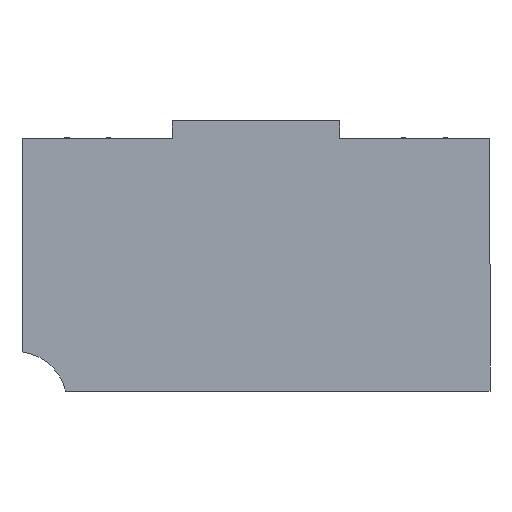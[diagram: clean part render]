
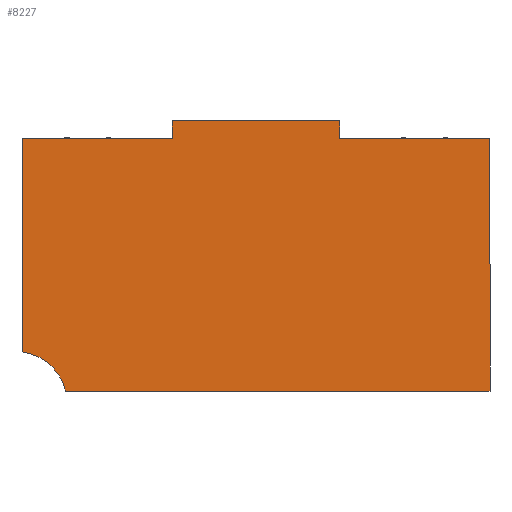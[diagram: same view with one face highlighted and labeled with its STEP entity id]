
A CAD part, front view. The second image highlights one B-rep face of the part: STEP entity #8227.
In plain terms, the highlighted planar face has unit normal (0, -1, 0).
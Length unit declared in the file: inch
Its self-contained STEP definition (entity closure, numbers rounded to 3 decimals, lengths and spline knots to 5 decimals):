
#2269 = DIRECTION ( 'NONE',  ( 0., 0., -1. ) ) ;
#2270 = VECTOR ( 'NONE', #2269, 39.37008 ) ;
#2271 = CARTESIAN_POINT ( 'NONE',  ( 3.63941, -0.0875, 5.45941 ) ) ;
#2272 = LINE ( 'NONE', #2271, #2270 ) ;
#2273 = CARTESIAN_POINT ( 'NONE',  ( 3.63941, -0.0875, 6.20724 ) ) ;
#2288 = CARTESIAN_POINT ( 'NONE',  ( 10.13941, -0.0875, 5.45941 ) ) ;
#2289 = CARTESIAN_POINT ( 'NONE',  ( -3.63941, -0.0875, 5.45941 ) ) ;
#2297 = CARTESIAN_POINT ( 'NONE',  ( 3.63941, -0.0875, 5.45941 ) ) ;
#2298 = LINE ( 'NONE', #2297, #2340 ) ;
#2299 = CARTESIAN_POINT ( 'NONE',  ( 3.63941, -0.0875, 5.45941 ) ) ;
#2339 = DIRECTION ( 'NONE',  ( 1., 0., 0. ) ) ;
#2340 = VECTOR ( 'NONE', #2339, 39.37008 ) ;
#2345 = DIRECTION ( 'NONE',  ( 0., 0., 1. ) ) ;
#2346 = VECTOR ( 'NONE', #2345, 39.37008 ) ;
#2348 = CARTESIAN_POINT ( 'NONE',  ( -10.13941, -0.0875, -3.79897 ) ) ;
#2349 = LINE ( 'NONE', #2348, #2346 ) ;
#2351 = CARTESIAN_POINT ( 'NONE',  ( -10.13941, -0.0875, -3.79897 ) ) ;
#2362 = DIRECTION ( 'NONE',  ( -1., 0., 0. ) ) ;
#2363 = VECTOR ( 'NONE', #2362, 39.37008 ) ;
#2364 = CARTESIAN_POINT ( 'NONE',  ( -8.24682, -0.0875, -5.49992 ) ) ;
#2365 = LINE ( 'NONE', #2364, #2363 ) ;
#2366 = CARTESIAN_POINT ( 'NONE',  ( 10.13941, -0.0875, -5.49992 ) ) ;
#2379 = DIRECTION ( 'NONE',  ( 1., 0., 0. ) ) ;
#2380 = VECTOR ( 'NONE', #2379, 39.37008 ) ;
#2381 = CARTESIAN_POINT ( 'NONE',  ( -10.13941, -0.0875, 5.45941 ) ) ;
#2382 = LINE ( 'NONE', #2381, #2380 ) ;
#2383 = CARTESIAN_POINT ( 'NONE',  ( -10.13941, -0.0875, 5.45941 ) ) ;
#2395 = DIRECTION ( 'NONE',  ( 0., 0., 1. ) ) ;
#2396 = VECTOR ( 'NONE', #2395, 39.37008 ) ;
#2397 = CARTESIAN_POINT ( 'NONE',  ( -3.63941, -0.0875, 5.45941 ) ) ;
#2398 = LINE ( 'NONE', #2397, #2396 ) ;
#2399 = CARTESIAN_POINT ( 'NONE',  ( -8.24682, -0.0875, -5.49992 ) ) ;
#2415 = DIRECTION ( 'NONE',  ( 1., 0., 0. ) ) ;
#2416 = VECTOR ( 'NONE', #2415, 39.37008 ) ;
#2417 = CARTESIAN_POINT ( 'NONE',  ( -3.63941, -0.0875, 6.20724 ) ) ;
#2418 = LINE ( 'NONE', #2417, #2416 ) ;
#2419 = CARTESIAN_POINT ( 'NONE',  ( -3.63941, -0.0875, 6.20724 ) ) ;
#2450 = FACE_OUTER_BOUND ( 'NONE', #8228, .T. ) ;
#2451 = DIRECTION ( 'NONE',  ( 0., 0., -1. ) ) ;
#2452 = VECTOR ( 'NONE', #2451, 39.37008 ) ;
#2453 = CARTESIAN_POINT ( 'NONE',  ( 10.13941, -0.0875, -5.49992 ) ) ;
#2454 = LINE ( 'NONE', #2453, #2452 ) ;
#2507 = DIRECTION ( 'NONE',  ( 0., 0., 1. ) ) ;
#2508 = DIRECTION ( 'NONE',  ( 0., -1., 0. ) ) ;
#2509 = CARTESIAN_POINT ( 'NONE',  ( -10.43358, -0.0875, -6.02966 ) ) ;
#2510 = AXIS2_PLACEMENT_3D ( 'NONE', #2509, #2508, #2507 ) ;
#2511 = CIRCLE ( 'NONE', #2510, 2.25 ) ;
#2512 = DIRECTION ( 'NONE',  ( 0., 0., 1. ) ) ;
#2513 = DIRECTION ( 'NONE',  ( 0., 1., 0. ) ) ;
#2514 = CARTESIAN_POINT ( 'NONE',  ( -10.43358, -0.0875, -6.02966 ) ) ;
#2515 = AXIS2_PLACEMENT_3D ( 'NONE', #2514, #2513, #2512 ) ;
#2516 = PLANE ( 'NONE',  #2515 ) ;
#8123 = VERTEX_POINT ( 'NONE', #2289 ) ;
#8124 = VERTEX_POINT ( 'NONE', #2288 ) ;
#8132 = VERTEX_POINT ( 'NONE', #2273 ) ;
#8134 = EDGE_CURVE ( 'NONE', #8132, #8148, #2272, .T. ) ;
#8148 = VERTEX_POINT ( 'NONE', #2299 ) ;
#8150 = EDGE_CURVE ( 'NONE', #8148, #8124, #2298, .T. ) ;
#8160 = VERTEX_POINT ( 'NONE', #2366 ) ;
#8162 = EDGE_CURVE ( 'NONE', #8160, #8178, #2365, .T. ) ;
#8169 = VERTEX_POINT ( 'NONE', #2351 ) ;
#8171 = EDGE_CURVE ( 'NONE', #8169, #8187, #2349, .T. ) ;
#8178 = VERTEX_POINT ( 'NONE', #2399 ) ;
#8180 = EDGE_CURVE ( 'NONE', #8123, #8195, #2398, .T. ) ;
#8187 = VERTEX_POINT ( 'NONE', #2383 ) ;
#8189 = EDGE_CURVE ( 'NONE', #8187, #8123, #2382, .T. ) ;
#8195 = VERTEX_POINT ( 'NONE', #2419 ) ;
#8197 = EDGE_CURVE ( 'NONE', #8195, #8132, #2418, .T. ) ;
#8210 = ORIENTED_EDGE ( 'NONE', *, *, #8189, .F. ) ;
#8211 = ORIENTED_EDGE ( 'NONE', *, *, #8171, .F. ) ;
#8212 = ORIENTED_EDGE ( 'NONE', *, *, #8234, .F. ) ;
#8213 = ORIENTED_EDGE ( 'NONE', *, *, #8162, .F. ) ;
#8214 = ORIENTED_EDGE ( 'NONE', *, *, #8225, .F. ) ;
#8225 = EDGE_CURVE ( 'NONE', #8124, #8160, #2454, .T. ) ;
#8227 = ADVANCED_FACE ( 'NONE', ( #2450 ), #2516, .F. ) ;
#8228 = EDGE_LOOP ( 'NONE', ( #8229, #8230, #8231, #8232, #8210, #8211, #8212, #8213, #8214 ) ) ;
#8229 = ORIENTED_EDGE ( 'NONE', *, *, #8150, .F. ) ;
#8230 = ORIENTED_EDGE ( 'NONE', *, *, #8134, .F. ) ;
#8231 = ORIENTED_EDGE ( 'NONE', *, *, #8197, .F. ) ;
#8232 = ORIENTED_EDGE ( 'NONE', *, *, #8180, .F. ) ;
#8234 = EDGE_CURVE ( 'NONE', #8178, #8169, #2511, .T. ) ;
